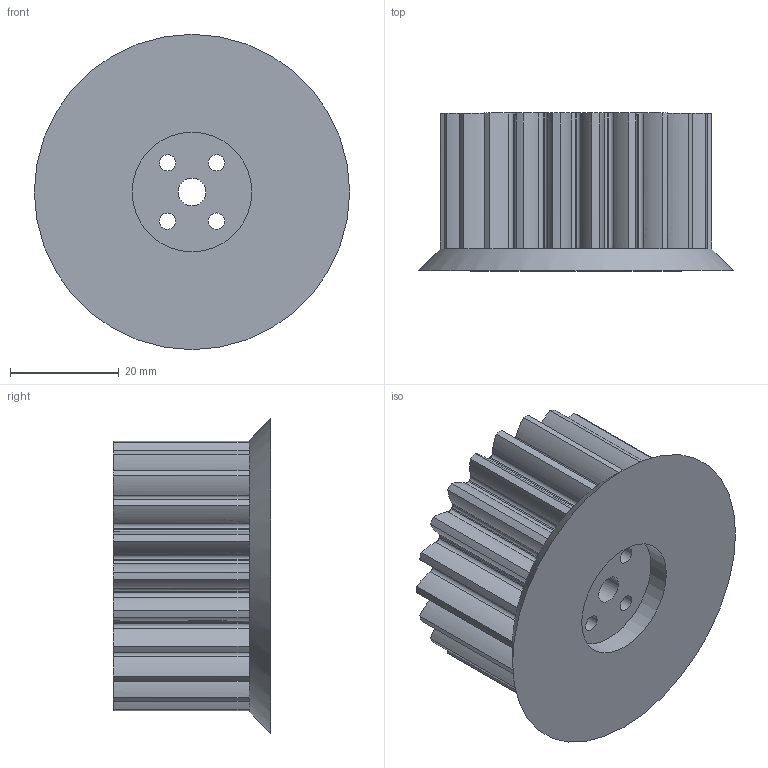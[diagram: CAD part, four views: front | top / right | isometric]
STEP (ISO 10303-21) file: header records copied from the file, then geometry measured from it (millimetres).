
FILE_DESCRIPTION(('STEP AP242'), '1');
FILE_NAME('øåñòåðíÿ', '', ('UNSPECIFIED'), ('UNSPECIFIED'), 'C3D Converter', 'C3D Toolkit', '');
FILE_SCHEMA(('AP242_MANAGED_MODEL_BASED_3D_ENGINEERING_MIM_LF { 1 0 10303 442 1 1 4 }'));
Length unit declared in the file: millimetre
Bounding box: 58 x 29 x 58 mm (x, y, z)
Volume: 48126.9 mm3; surface area: 13529.6 mm2
Topology: 1 solids, 1 shells, 171 faces, 489 edges, 326 vertices
Faces by surface type: extrusion 88, cylinder 50, plane 32, cone 1
Full cylindrical faces by diameter (mm): 3 x4, 5.1 x1, 22 x1
Entity records: 12894 total; most frequent: CARTESIAN_POINT 8636, ORIENTED_EDGE 964, DIRECTION 664, EDGE_CURVE 482, VERTEX_POINT 326, VECTOR 292, B_SPLINE_CURVE_WITH_KNOTS 264, LINE 204
